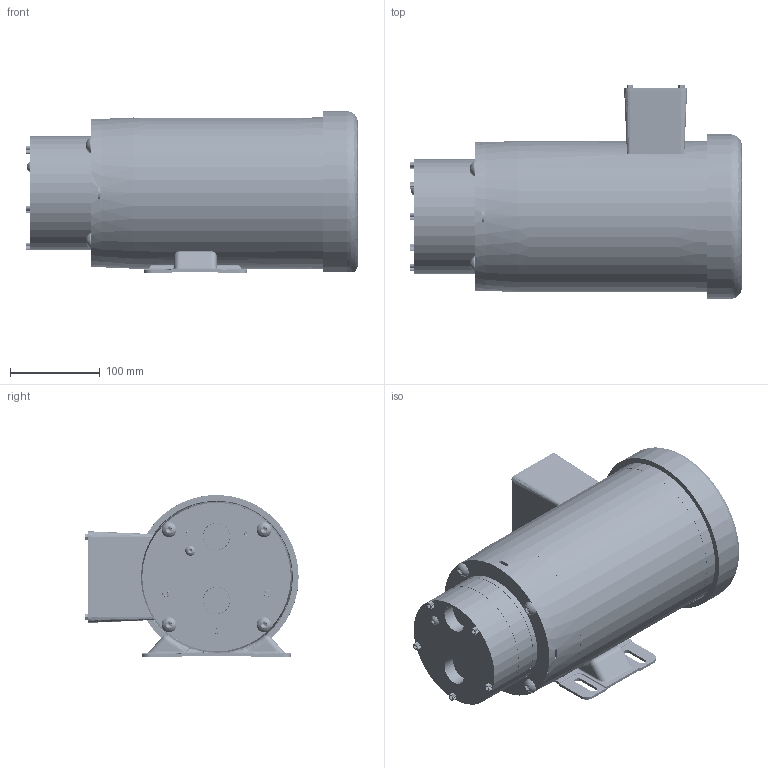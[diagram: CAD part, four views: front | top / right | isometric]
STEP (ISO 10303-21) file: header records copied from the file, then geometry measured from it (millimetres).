
FILE_DESCRIPTION((''),'2;1');
FILE_NAME('','2025-06-16T19:41:13+00:00',('none'),('none'),'','','none');
FILE_SCHEMA(('CONFIG_CONTROL_DESIGN'));
Products named in the file (1): Spiral Stack 15 Layout
Bounding box: 369.04 x 237.11 x 180.21 mm (x, y, z)
Surface area: 460981.5 mm2 (no closed solid volume)
Topology: 0 solids, 5794 shells, 5799 faces, 30216 edges, 29986 vertices
Faces by surface type: bspline 3527, plane 864, cylinder 855, revolution 550, extrusion 3
Entity records: 316049 total; most frequent: CARTESIAN_POINT 159381, ORIENTED_EDGE 30021, EDGE_CURVE 30016, VERTEX_POINT 30011, B_SPLINE_CURVE_WITH_KNOTS 11454, DIRECTION 9738, EDGE_LOOP 5889, ADVANCED_FACE 5799
